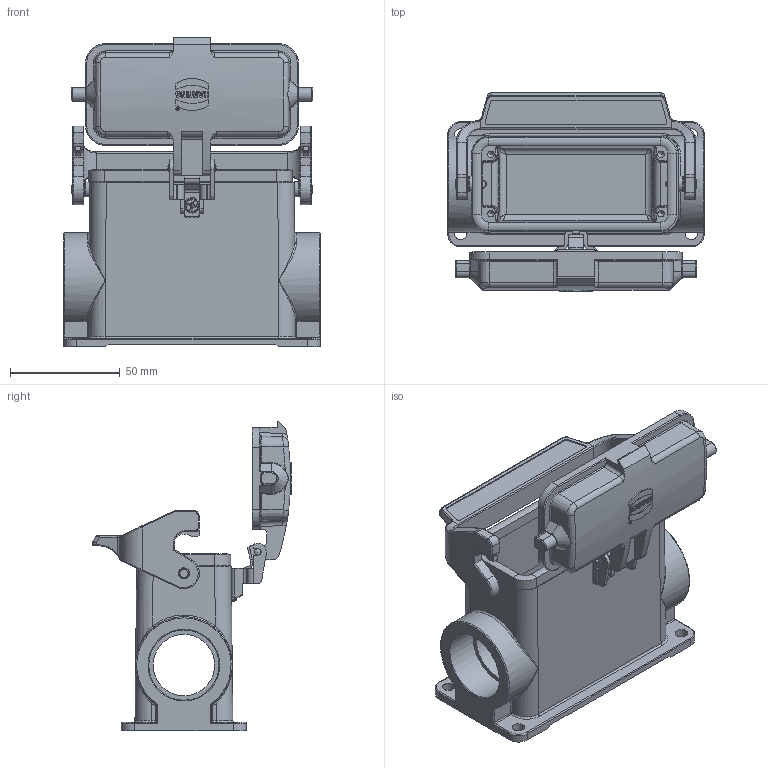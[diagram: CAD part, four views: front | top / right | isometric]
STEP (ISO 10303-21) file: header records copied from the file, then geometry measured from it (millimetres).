
FILE_DESCRIPTION(/* description */ (''),/* implementation_level */ '2;1');
FILE_NAME(/* name */ '100094898ugm000_d.stp',/* time_stamp */ '2017-11-06T08:56:28+01:00',/* author */ (''),/* organization */ (''),/* preprocessor_version */ 'ST-DEVELOPER v16',/* originating_system */ 'SIEMENS PLM Software NX 10.0',/* authorisation */ '');
FILE_SCHEMA (('AUTOMOTIVE_DESIGN { 1 0 10303 214 3 1 1 1 }'));
Length unit declared in the file: millimetre
Products named in the file (1): 100094898ugm000_d
Bounding box: 117 x 90.38 x 141.15 mm (x, y, z)
Volume: 174136.1 mm3; surface area: 87255.8 mm2
Topology: 3 solids, 3 shells, 998 faces, 3251 edges, 2894 vertices
Faces by surface type: plane 457, cylinder 324, bspline 110, torus 58, cone 41, extrusion 6, sphere 2
Full cylindrical faces by diameter (mm): 1.006 x1, 1.477 x1, 2.95 x2, 3 x6, 4 x3, 4.8 x2, 5.1 x2, 5.6 x4, 7 x3, 28 x2, 32 x2
Entity records: 45386 total; most frequent: CARTESIAN_POINT 12417, ORIENTED_EDGE 5092, DIRECTION 5062, EDGE_CURVE 2546, AXIS2_PLACEMENT_3D 1769, VERTEX_POINT 1647, VECTOR 1524, LINE 1518
